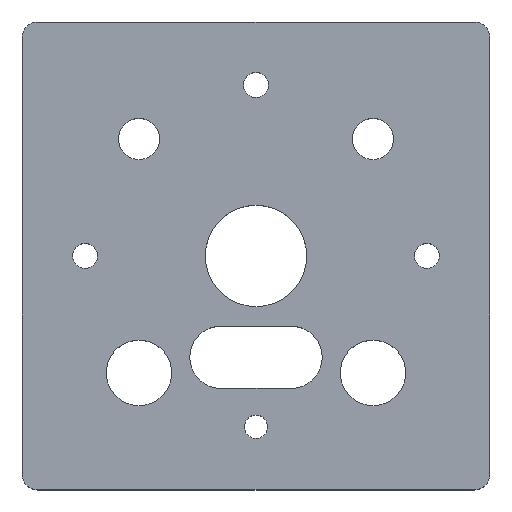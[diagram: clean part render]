
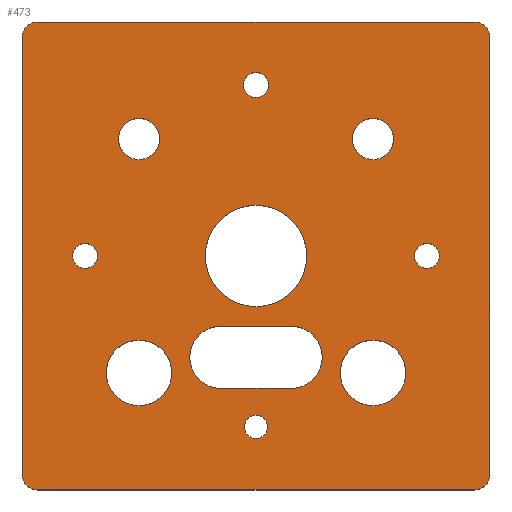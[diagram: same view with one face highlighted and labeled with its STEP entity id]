
A CAD part, top view. The second image highlights one B-rep face of the part: STEP entity #473.
In plain terms, the highlighted planar face has unit normal (0, 0, 1).
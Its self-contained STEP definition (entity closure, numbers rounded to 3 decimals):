
#25=FACE_BOUND('',#136,.T.);
#26=FACE_BOUND('',#137,.T.);
#27=FACE_BOUND('',#138,.T.);
#28=FACE_BOUND('',#139,.T.);
#29=FACE_BOUND('',#140,.T.);
#30=FACE_BOUND('',#141,.T.);
#31=FACE_BOUND('',#142,.T.);
#32=FACE_BOUND('',#143,.T.);
#33=FACE_BOUND('',#144,.T.);
#34=FACE_BOUND('',#145,.T.);
#35=CIRCLE('',#490,4.);
#37=CIRCLE('',#494,4.);
#40=CIRCLE('',#498,6.5);
#42=CIRCLE('',#501,1.6);
#44=CIRCLE('',#504,1.5);
#46=CIRCLE('',#507,2.65);
#48=CIRCLE('',#510,2.65);
#50=CIRCLE('',#513,4.2);
#52=CIRCLE('',#516,1.6);
#54=CIRCLE('',#519,4.2);
#56=CIRCLE('',#522,1.6);
#57=CIRCLE('',#525,2.);
#59=CIRCLE('',#529,2.);
#61=CIRCLE('',#533,2.);
#63=CIRCLE('',#537,2.);
#102=FACE_OUTER_BOUND('',#135,.T.);
#135=EDGE_LOOP('',(#422,#423,#424,#425,#426,#427,#428,#429));
#136=EDGE_LOOP('',(#430));
#137=EDGE_LOOP('',(#431));
#138=EDGE_LOOP('',(#432));
#139=EDGE_LOOP('',(#433));
#140=EDGE_LOOP('',(#434));
#141=EDGE_LOOP('',(#435));
#142=EDGE_LOOP('',(#436));
#143=EDGE_LOOP('',(#437));
#144=EDGE_LOOP('',(#438));
#145=EDGE_LOOP('',(#439,#440,#441,#442));
#146=LINE('',#686,#179);
#151=LINE('',#700,#184);
#163=LINE('',#764,#196);
#168=LINE('',#778,#201);
#172=LINE('',#790,#205);
#176=LINE('',#802,#209);
#179=VECTOR('',#545,10.);
#184=VECTOR('',#558,10.);
#196=VECTOR('',#632,10.);
#201=VECTOR('',#645,10.);
#205=VECTOR('',#657,10.);
#209=VECTOR('',#669,10.);
#212=VERTEX_POINT('',#684);
#213=VERTEX_POINT('',#685);
#216=VERTEX_POINT('',#693);
#218=VERTEX_POINT('',#699);
#221=VERTEX_POINT('',#710);
#223=VERTEX_POINT('',#716);
#225=VERTEX_POINT('',#722);
#227=VERTEX_POINT('',#728);
#229=VERTEX_POINT('',#734);
#231=VERTEX_POINT('',#740);
#233=VERTEX_POINT('',#746);
#235=VERTEX_POINT('',#752);
#237=VERTEX_POINT('',#758);
#238=VERTEX_POINT('',#762);
#239=VERTEX_POINT('',#763);
#242=VERTEX_POINT('',#771);
#244=VERTEX_POINT('',#777);
#246=VERTEX_POINT('',#783);
#248=VERTEX_POINT('',#789);
#250=VERTEX_POINT('',#795);
#252=VERTEX_POINT('',#801);
#254=EDGE_CURVE('',#212,#213,#146,.T.);
#258=EDGE_CURVE('',#216,#212,#35,.T.);
#261=EDGE_CURVE('',#218,#216,#151,.T.);
#264=EDGE_CURVE('',#213,#218,#37,.T.);
#268=EDGE_CURVE('',#221,#221,#40,.T.);
#271=EDGE_CURVE('',#223,#223,#42,.T.);
#274=EDGE_CURVE('',#225,#225,#44,.T.);
#277=EDGE_CURVE('',#227,#227,#46,.T.);
#280=EDGE_CURVE('',#229,#229,#48,.T.);
#283=EDGE_CURVE('',#231,#231,#50,.T.);
#286=EDGE_CURVE('',#233,#233,#52,.T.);
#289=EDGE_CURVE('',#235,#235,#54,.T.);
#292=EDGE_CURVE('',#237,#237,#56,.T.);
#293=EDGE_CURVE('',#238,#239,#163,.T.);
#297=EDGE_CURVE('',#242,#238,#57,.T.);
#300=EDGE_CURVE('',#244,#242,#168,.T.);
#303=EDGE_CURVE('',#246,#244,#59,.T.);
#306=EDGE_CURVE('',#248,#246,#172,.T.);
#309=EDGE_CURVE('',#250,#248,#61,.T.);
#312=EDGE_CURVE('',#252,#250,#176,.T.);
#315=EDGE_CURVE('',#239,#252,#63,.T.);
#422=ORIENTED_EDGE('',*,*,#315,.F.);
#423=ORIENTED_EDGE('',*,*,#293,.F.);
#424=ORIENTED_EDGE('',*,*,#297,.F.);
#425=ORIENTED_EDGE('',*,*,#300,.F.);
#426=ORIENTED_EDGE('',*,*,#303,.F.);
#427=ORIENTED_EDGE('',*,*,#306,.F.);
#428=ORIENTED_EDGE('',*,*,#309,.F.);
#429=ORIENTED_EDGE('',*,*,#312,.F.);
#430=ORIENTED_EDGE('',*,*,#292,.F.);
#431=ORIENTED_EDGE('',*,*,#289,.F.);
#432=ORIENTED_EDGE('',*,*,#286,.F.);
#433=ORIENTED_EDGE('',*,*,#283,.F.);
#434=ORIENTED_EDGE('',*,*,#280,.F.);
#435=ORIENTED_EDGE('',*,*,#277,.F.);
#436=ORIENTED_EDGE('',*,*,#274,.F.);
#437=ORIENTED_EDGE('',*,*,#271,.F.);
#438=ORIENTED_EDGE('',*,*,#268,.F.);
#439=ORIENTED_EDGE('',*,*,#264,.F.);
#440=ORIENTED_EDGE('',*,*,#254,.F.);
#441=ORIENTED_EDGE('',*,*,#258,.F.);
#442=ORIENTED_EDGE('',*,*,#261,.F.);
#450=PLANE('',#540);
#473=ADVANCED_FACE('',(#102,#25,#26,#27,#28,#29,#30,#31,#32,#33,#34),#450,
 .F.);
#490=AXIS2_PLACEMENT_3D('',#694,#551,#552);
#494=AXIS2_PLACEMENT_3D('',#705,#563,#564);
#498=AXIS2_PLACEMENT_3D('',#712,#572,#573);
#501=AXIS2_PLACEMENT_3D('',#718,#579,#580);
#504=AXIS2_PLACEMENT_3D('',#724,#586,#587);
#507=AXIS2_PLACEMENT_3D('',#730,#593,#594);
#510=AXIS2_PLACEMENT_3D('',#736,#600,#601);
#513=AXIS2_PLACEMENT_3D('',#742,#607,#608);
#516=AXIS2_PLACEMENT_3D('',#748,#614,#615);
#519=AXIS2_PLACEMENT_3D('',#754,#621,#622);
#522=AXIS2_PLACEMENT_3D('',#760,#628,#629);
#525=AXIS2_PLACEMENT_3D('',#772,#638,#639);
#529=AXIS2_PLACEMENT_3D('',#784,#650,#651);
#533=AXIS2_PLACEMENT_3D('',#796,#662,#663);
#537=AXIS2_PLACEMENT_3D('',#807,#674,#675);
#540=AXIS2_PLACEMENT_3D('',#810,#680,#681);
#545=DIRECTION('',(1.,0.,0.));
#551=DIRECTION('center_axis',(0.,0.,1.));
#552=DIRECTION('ref_axis',(0.,-1.,0.));
#558=DIRECTION('',(-1.,0.,0.));
#563=DIRECTION('center_axis',(0.,0.,1.));
#564=DIRECTION('ref_axis',(0.,1.,0.));
#572=DIRECTION('center_axis',(0.,0.,1.));
#573=DIRECTION('ref_axis',(-1.,0.,0.));
#579=DIRECTION('center_axis',(0.,0.,1.));
#580=DIRECTION('ref_axis',(-1.,0.,0.));
#586=DIRECTION('center_axis',(0.,0.,1.));
#587=DIRECTION('ref_axis',(-1.,0.,0.));
#593=DIRECTION('center_axis',(0.,0.,1.));
#594=DIRECTION('ref_axis',(-1.,0.,0.));
#600=DIRECTION('center_axis',(0.,0.,1.));
#601=DIRECTION('ref_axis',(-1.,0.,0.));
#607=DIRECTION('center_axis',(0.,0.,1.));
#608=DIRECTION('ref_axis',(-1.,0.,0.));
#614=DIRECTION('center_axis',(0.,0.,1.));
#615=DIRECTION('ref_axis',(-1.,0.,0.));
#621=DIRECTION('center_axis',(0.,0.,1.));
#622=DIRECTION('ref_axis',(-1.,0.,0.));
#628=DIRECTION('center_axis',(0.,0.,1.));
#629=DIRECTION('ref_axis',(-1.,0.,0.));
#632=DIRECTION('',(1.,0.,0.));
#638=DIRECTION('center_axis',(0.,0.,-1.));
#639=DIRECTION('ref_axis',(-1.,0.,0.));
#645=DIRECTION('',(0.,1.,0.));
#650=DIRECTION('center_axis',(0.,0.,-1.));
#651=DIRECTION('ref_axis',(0.,-1.,0.));
#657=DIRECTION('',(-1.,0.,0.));
#662=DIRECTION('center_axis',(0.,0.,-1.));
#663=DIRECTION('ref_axis',(1.,0.,0.));
#669=DIRECTION('',(0.,-1.,0.));
#674=DIRECTION('center_axis',(0.,0.,-1.));
#675=DIRECTION('ref_axis',(0.,1.,0.));
#680=DIRECTION('center_axis',(0.,0.,-1.));
#681=DIRECTION('ref_axis',(-1.,0.,0.));
#684=CARTESIAN_POINT('',(-4.5,-17.,-12.7));
#685=CARTESIAN_POINT('',(4.5,-17.,-12.7));
#686=CARTESIAN_POINT('',(4.5,-17.,-12.7));
#693=CARTESIAN_POINT('',(-4.5,-9.,-12.7));
#694=CARTESIAN_POINT('Origin',(-4.5,-13.,-12.7));
#699=CARTESIAN_POINT('',(4.5,-9.,-12.7));
#700=CARTESIAN_POINT('',(4.5,-9.,-12.7));
#705=CARTESIAN_POINT('Origin',(4.5,-13.,-12.7));
#710=CARTESIAN_POINT('',(6.5,0.,-12.7));
#712=CARTESIAN_POINT('Origin',(0.,0.,-12.7));
#716=CARTESIAN_POINT('',(-20.32,0.,-12.7));
#718=CARTESIAN_POINT('Origin',(-21.92,0.,-12.7));
#722=CARTESIAN_POINT('',(1.5,-21.92,-12.7));
#724=CARTESIAN_POINT('Origin',(0.,-21.92,-12.7));
#728=CARTESIAN_POINT('',(-12.35,15.,-12.7));
#730=CARTESIAN_POINT('Origin',(-15.,15.,-12.7));
#734=CARTESIAN_POINT('',(17.65,15.,-12.7));
#736=CARTESIAN_POINT('Origin',(15.,15.,-12.7));
#740=CARTESIAN_POINT('',(19.2,-15.,-12.7));
#742=CARTESIAN_POINT('Origin',(15.,-15.,-12.7));
#746=CARTESIAN_POINT('',(23.52,0.,-12.7));
#748=CARTESIAN_POINT('Origin',(21.92,0.,-12.7));
#752=CARTESIAN_POINT('',(-10.8,-15.,-12.7));
#754=CARTESIAN_POINT('Origin',(-15.,-15.,-12.7));
#758=CARTESIAN_POINT('',(1.6,21.92,-12.7));
#760=CARTESIAN_POINT('Origin',(0.,21.92,-12.7));
#762=CARTESIAN_POINT('',(-28.,30.,-12.7));
#763=CARTESIAN_POINT('',(28.,30.,-12.7));
#764=CARTESIAN_POINT('',(-28.,30.,-12.7));
#771=CARTESIAN_POINT('',(-30.,28.,-12.7));
#772=CARTESIAN_POINT('Origin',(-28.,28.,-12.7));
#777=CARTESIAN_POINT('',(-30.,-28.,-12.7));
#778=CARTESIAN_POINT('',(-30.,-28.,-12.7));
#783=CARTESIAN_POINT('',(-28.,-30.,-12.7));
#784=CARTESIAN_POINT('Origin',(-28.,-28.,-12.7));
#789=CARTESIAN_POINT('',(28.,-30.,-12.7));
#790=CARTESIAN_POINT('',(28.,-30.,-12.7));
#795=CARTESIAN_POINT('',(30.,-28.,-12.7));
#796=CARTESIAN_POINT('Origin',(28.,-28.,-12.7));
#801=CARTESIAN_POINT('',(30.,28.,-12.7));
#802=CARTESIAN_POINT('',(30.,28.,-12.7));
#807=CARTESIAN_POINT('Origin',(28.,28.,-12.7));
#810=CARTESIAN_POINT('Origin',(0.,0.,-12.7));
